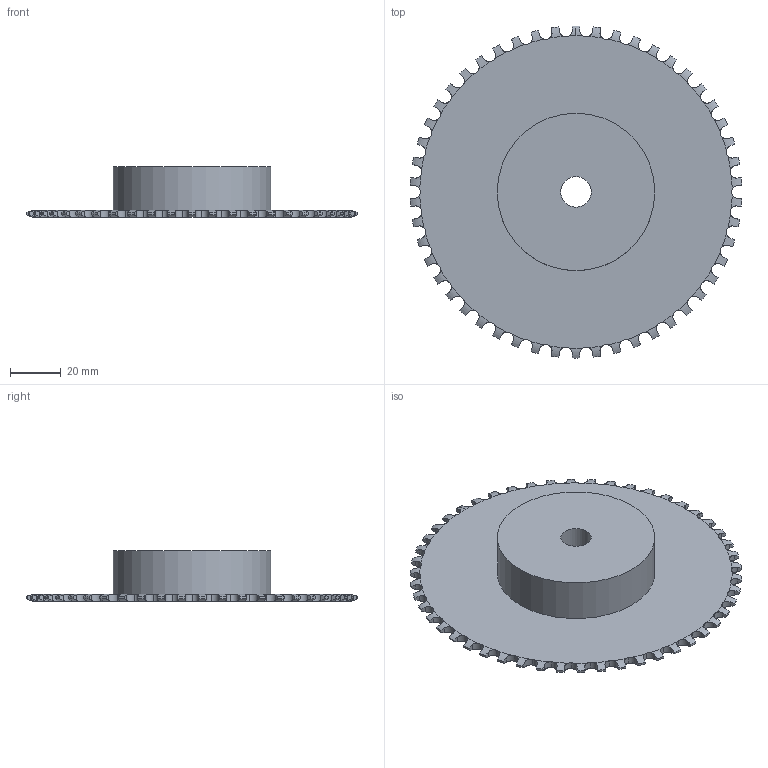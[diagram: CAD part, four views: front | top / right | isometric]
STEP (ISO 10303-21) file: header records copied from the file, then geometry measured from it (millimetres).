
FILE_DESCRIPTION(('FreeCAD Model'),'2;1');
FILE_NAME('Open CASCADE Shape Model','2021-03-07T16:48:01',( 'Simone Bignetti'),(''),'Open CASCADE STEP processor 7.4','FreeCAD', 'Unknown');
FILE_SCHEMA(('AUTOMOTIVE_DESIGN { 1 0 10303 214 1 1 1 1 }'));
Products named in the file (1): Hole
Bounding box: 130.59 x 130.7 x 20 mm (x, y, z)
Volume: 84308.4 mm3; surface area: 30351.9 mm2
Topology: 1 solids, 1 shells, 458 faces, 1363 edges, 909 vertices
Faces by surface type: cylinder 252, plane 104, revolution 102
Full cylindrical faces by diameter (mm): 12 x1, 62 x1
Entity records: 47158 total; most frequent: CARTESIAN_POINT 22177, DIRECTION 4067, ORIENTED_EDGE 2726, PCURVE 2726, DEFINITIONAL_REPRESENTATION 2726, LINE 2070, VECTOR 2070, EDGE_CURVE 1363
